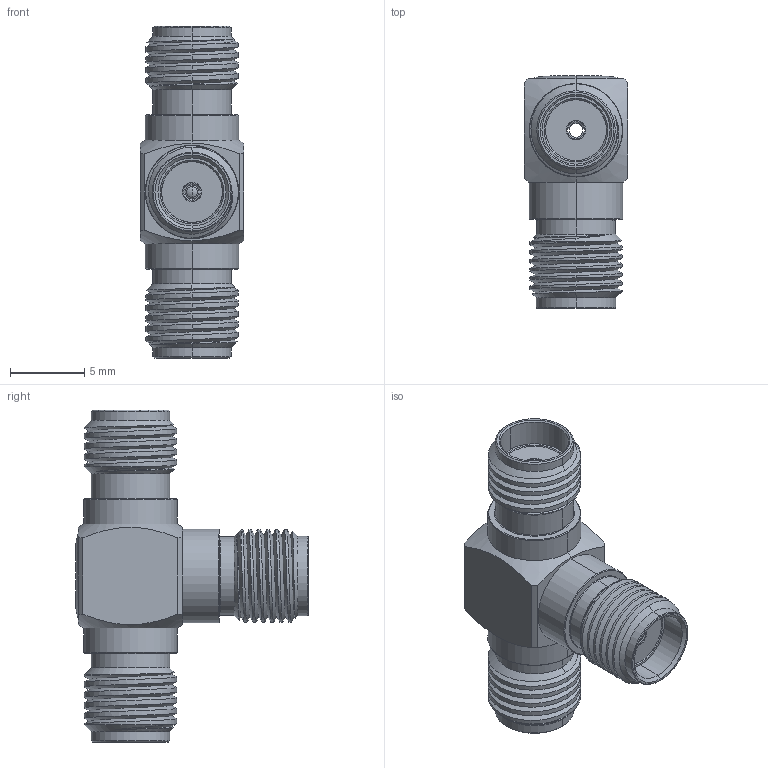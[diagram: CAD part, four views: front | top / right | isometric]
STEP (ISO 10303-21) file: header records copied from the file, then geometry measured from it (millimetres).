
FILE_DESCRIPTION (( 'STEP AP214' ), '1' );
FILE_NAME ('30-522-D3.STEP', '2024-08-12T09:18:17', ( '' ), ( '' ), 'SwSTEP 2.0', 'SolidWorks 2024', '' );
FILE_SCHEMA (( 'AUTOMOTIVE_DESIGN' ));
Length unit declared in the file: millimetre
Products named in the file (1): 30-522-D3
Bounding box: 7 x 15.68 x 22.4 mm (x, y, z)
Surface area: 1031.6 mm2 (no closed solid volume)
Topology: 0 solids, 12 shells, 161 faces, 411 edges, 269 vertices
Faces by surface type: cylinder 71, cone 44, plane 26, torus 12, bspline 6, sphere 2
Entity records: 6841 total; most frequent: CARTESIAN_POINT 3140, DIRECTION 774, ORIENTED_EDGE 756, EDGE_CURVE 411, AXIS2_PLACEMENT_3D 320, VERTEX_POINT 269, EDGE_LOOP 175, CIRCLE 164
